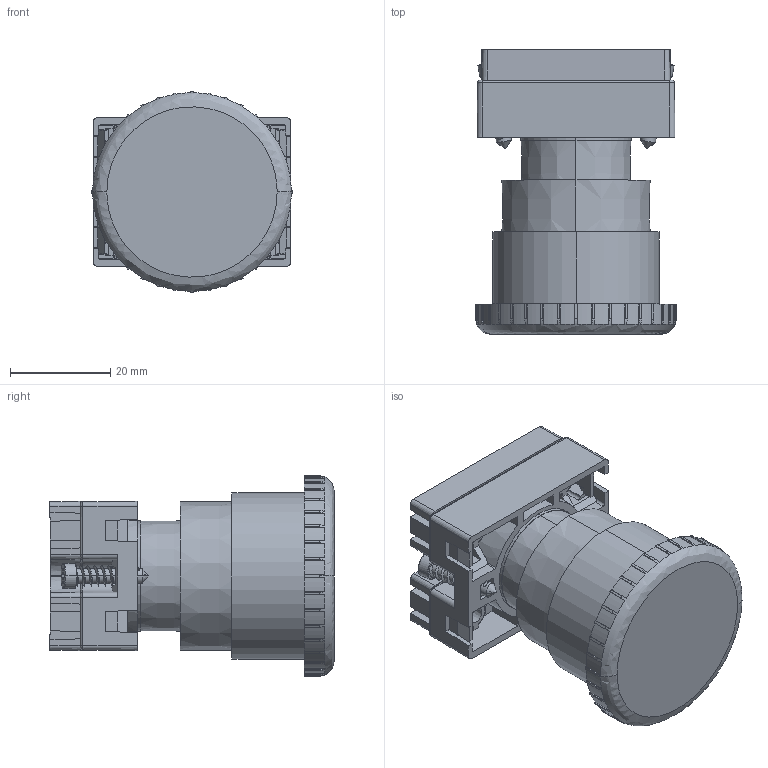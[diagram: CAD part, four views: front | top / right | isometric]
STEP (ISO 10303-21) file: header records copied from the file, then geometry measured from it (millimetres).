
FILE_DESCRIPTION (( 'STEP AP214' ), '1' );
FILE_NAME ('ECP3135.step', '2018-03-21T18:45:14', ( '' ), ( '' ), 'SwSTEP 2.0', 'SolidWorks 2017', '' );
FILE_SCHEMA (( 'AUTOMOTIVE_DESIGN' ));
Length unit declared in the file: inch
Products named in the file (1): ECP3135
Bounding box: 40 x 56.75 x 40 mm (x, y, z)
Volume: 19650.5 mm3; surface area: 25236.8 mm2
Topology: 7 solids, 7 shells, 993 faces, 2755 edges, 1802 vertices
Faces by surface type: plane 478, cylinder 233, cone 197, bspline 81, torus 4
Entity records: 50185 total; most frequent: CARTESIAN_POINT 12612, ORIENTED_EDGE 5502, DIRECTION 4808, EDGE_CURVE 2751, VERTEX_POINT 1802, AXIS2_PLACEMENT_3D 1689, LINE 1430, VECTOR 1430
